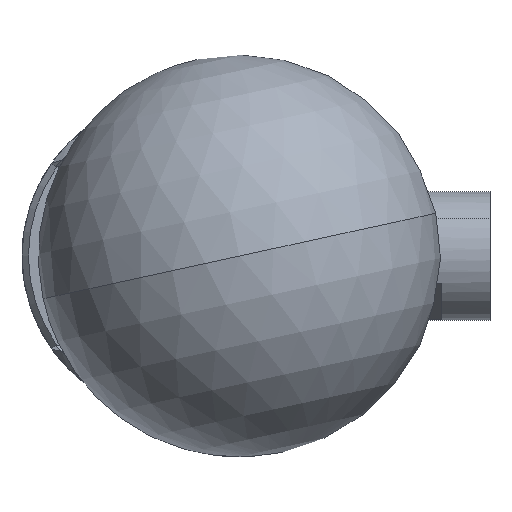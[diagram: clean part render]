
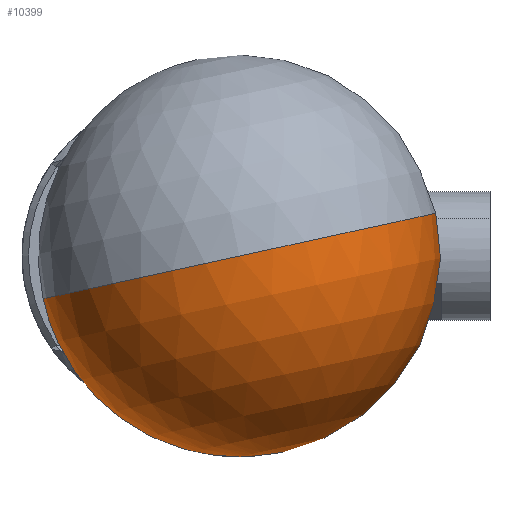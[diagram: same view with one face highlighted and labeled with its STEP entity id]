
A CAD part, front view. The second image highlights one B-rep face of the part: STEP entity #10399.
In plain terms, the highlighted spherical face has radius 15.875 mm.
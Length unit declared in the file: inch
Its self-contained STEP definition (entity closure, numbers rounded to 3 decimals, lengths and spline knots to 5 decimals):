
#1332 = CARTESIAN_POINT ( 'NONE',  ( 0.42037, -4.78909, 0.05315 ) ) ;
#3104 = DIRECTION ( 'NONE',  ( 0.213, 0., -0.977 ) ) ;
#3626 = CIRCLE ( 'NONE', #18456, 0.25 ) ;
#3680 = DIRECTION ( 'NONE',  ( -0.213, 0., 0.977 ) ) ;
#3814 = SPHERICAL_SURFACE ( 'NONE', #5150, 0.625 ) ;
#3971 = VERTEX_POINT ( 'NONE', #1332 ) ;
#4177 = CARTESIAN_POINT ( 'NONE',  ( 0.17608, -4.78909, 0. ) ) ;
#5150 = AXIS2_PLACEMENT_3D ( 'NONE', #7709, #23518, #17369 ) ;
#5158 = VERTEX_POINT ( 'NONE', #19109 ) ;
#5369 = CARTESIAN_POINT ( 'NONE',  ( 0.17608, -4.78909, 0. ) ) ;
#5764 = CIRCLE ( 'NONE', #13554, 0.625 ) ;
#6317 = EDGE_CURVE ( 'NONE', #21188, #3971, #20297, .T. ) ;
#6842 = DIRECTION ( 'NONE',  ( 0.977, 0., 0.213 ) ) ;
#7344 = AXIS2_PLACEMENT_3D ( 'NONE', #9161, #3104, #11344 ) ;
#7709 = CARTESIAN_POINT ( 'NONE',  ( 0.17608, -5.36191, 0. ) ) ;
#8897 = CARTESIAN_POINT ( 'NONE',  ( 0.17608, -5.36191, 0. ) ) ;
#9161 = CARTESIAN_POINT ( 'NONE',  ( 0.17608, -5.36191, 0. ) ) ;
#9464 = CARTESIAN_POINT ( 'NONE',  ( -0.0682, -4.78909, -0.05315 ) ) ;
#9620 = FACE_OUTER_BOUND ( 'NONE', #18538, .T. ) ;
#10033 = VERTEX_POINT ( 'NONE', #9464 ) ;
#10399 = ADVANCED_FACE ( 'NONE', ( #9620 ), #3814, .T. ) ;
#10839 = ORIENTED_EDGE ( 'NONE', *, *, #6317, .T. ) ;
#11344 = DIRECTION ( 'NONE',  ( -0.977, 0., -0.213 ) ) ;
#12400 = ORIENTED_EDGE ( 'NONE', *, *, #19549, .T. ) ;
#13554 = AXIS2_PLACEMENT_3D ( 'NONE', #8897, #22792, #6842 ) ;
#13593 = DIRECTION ( 'NONE',  ( 0., -1., 0. ) ) ;
#13693 = AXIS2_PLACEMENT_3D ( 'NONE', #5369, #13593, #3680 ) ;
#13966 = DIRECTION ( 'NONE',  ( -0.213, 0., 0.977 ) ) ;
#14751 = ORIENTED_EDGE ( 'NONE', *, *, #15217, .T. ) ;
#15217 = EDGE_CURVE ( 'NONE', #10033, #21188, #3626, .T. ) ;
#16140 = EDGE_CURVE ( 'NONE', #5158, #3971, #5764, .T. ) ;
#17369 = DIRECTION ( 'NONE',  ( -0.977, 0., -0.213 ) ) ;
#18456 = AXIS2_PLACEMENT_3D ( 'NONE', #4177, #24249, #13966 ) ;
#18538 = EDGE_LOOP ( 'NONE', ( #21511, #12400, #14751, #10839 ) ) ;
#19109 = CARTESIAN_POINT ( 'NONE',  ( 0.17608, -5.98691, 0. ) ) ;
#19549 = EDGE_CURVE ( 'NONE', #5158, #10033, #20101, .T. ) ;
#20101 = CIRCLE ( 'NONE', #7344, 0.625 ) ;
#20297 = CIRCLE ( 'NONE', #13693, 0.25 ) ;
#21188 = VERTEX_POINT ( 'NONE', #21612 ) ;
#21511 = ORIENTED_EDGE ( 'NONE', *, *, #16140, .F. ) ;
#21612 = CARTESIAN_POINT ( 'NONE',  ( 0.22924, -4.78909, -0.24428 ) ) ;
#22792 = DIRECTION ( 'NONE',  ( -0.213, 0., 0.977 ) ) ;
#23518 = DIRECTION ( 'NONE',  ( -0.213, 0., 0.977 ) ) ;
#24249 = DIRECTION ( 'NONE',  ( 0., -1., 0. ) ) ;
